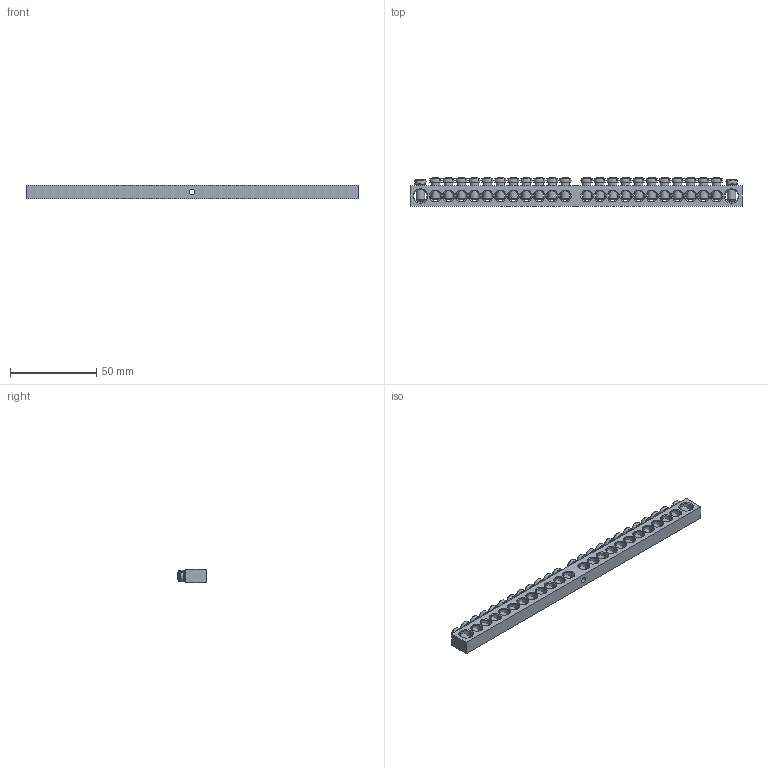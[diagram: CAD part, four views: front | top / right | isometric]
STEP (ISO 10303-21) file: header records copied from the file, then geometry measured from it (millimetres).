
FILE_DESCRIPTION(/* description */ (''),/* implementation_level */ '2;1');
FILE_NAME(/* name */ '8х12-24_1.stp',/* time_stamp */ '2021-04-12T22:42:17+03:00',/* author */ ('Admin'),/* organization */ (''),/* preprocessor_version */ 'ST-DEVELOPER v15.6',/* originating_system */ 'Autodesk Inventor 2015',/* authorisation */ '');
FILE_SCHEMA (('AUTOMOTIVE_DESIGN { 1 0 10303 214 3 1 1 }'));
Length unit declared in the file: millimetre
Products named in the file (3): 8х12-24_1; Винт M5x10; -ноль) X_1
Assembly tree (25 placements, depth 2):
  -ноль) X_1
    8х12-24_1
    Винт M5x10  x24
Bounding box: 192 x 16.65 x 8 mm (x, y, z)
Volume: 17425.9 mm3; surface area: 17413.8 mm2
Topology: 25 solids, 25 shells, 703 faces, 1853 edges, 1224 vertices
Faces by surface type: plane 366, cone 120, cylinder 73, torus 72, sphere 48, bspline 24
Full cylindrical faces by diameter (mm): 3.242 x1, 4.134 x24, 4.8 x24, 6 x22, 7.5 x2
Entity records: 4685 total; most frequent: CARTESIAN_POINT 1449, DIRECTION 650, ORIENTED_EDGE 440, EDGE_LOOP 327, AXIS2_PLACEMENT_3D 308, EDGE_CURVE 220, FACE_BOUND 199, VERTEX_POINT 197
